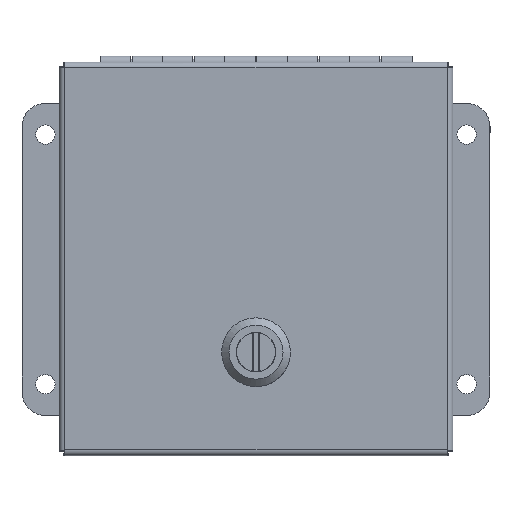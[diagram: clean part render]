
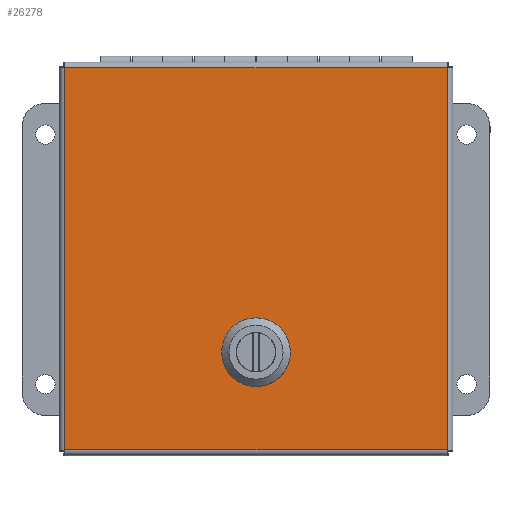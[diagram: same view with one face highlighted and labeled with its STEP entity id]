
A CAD part, top view. The second image highlights one B-rep face of the part: STEP entity #26278.
In plain terms, the highlighted planar face has unit normal (0, 0, 1).
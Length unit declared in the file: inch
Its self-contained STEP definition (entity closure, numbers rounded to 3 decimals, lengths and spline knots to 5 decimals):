
#58 = EDGE_CURVE ( 'NONE', #31161, #4596, #21770, .T. ) ;
#442 = LINE ( 'NONE', #18534, #6243 ) ;
#624 = ORIENTED_EDGE ( 'NONE', *, *, #27300, .T. ) ;
#941 = CARTESIAN_POINT ( 'NONE',  ( 1., -0.4939, 3.3425 ) ) ;
#1510 = ORIENTED_EDGE ( 'NONE', *, *, #11238, .T. ) ;
#2297 = AXIS2_PLACEMENT_3D ( 'NONE', #23258, #29206, #22991 ) ;
#2441 = CARTESIAN_POINT ( 'NONE',  ( 0.79384, -0.8939, 3.3425 ) ) ;
#2875 = LINE ( 'NONE', #7461, #40170 ) ;
#3622 = VERTEX_POINT ( 'NONE', #26647 ) ;
#3693 = EDGE_CURVE ( 'NONE', #4596, #10619, #18120, .T. ) ;
#4596 = VERTEX_POINT ( 'NONE', #21297 ) ;
#4956 = CARTESIAN_POINT ( 'NONE',  ( -2.06175, -2.06065, 3.3425 ) ) ;
#5278 = LINE ( 'NONE', #35405, #15490 ) ;
#5280 = EDGE_LOOP ( 'NONE', ( #15989, #35399, #11337, #18669 ) ) ;
#5429 = FACE_BOUND ( 'NONE', #16142, .T. ) ;
#6243 = VECTOR ( 'NONE', #24470, 39.37008 ) ;
#6982 = ORIENTED_EDGE ( 'NONE', *, *, #3693, .T. ) ;
#7461 = CARTESIAN_POINT ( 'NONE',  ( 1.4, -0.28774, 3.3425 ) ) ;
#8352 = CARTESIAN_POINT ( 'NONE',  ( 1., 1.0011, 3.3425 ) ) ;
#8387 = CARTESIAN_POINT ( 'NONE',  ( 1., -0.4939, 3.3425 ) ) ;
#8633 = VERTEX_POINT ( 'NONE', #30375 ) ;
#8726 = DIRECTION ( 'NONE',  ( 0., 0., -1. ) ) ;
#9167 = CIRCLE ( 'NONE', #20059, 0.45 ) ;
#9590 = VECTOR ( 'NONE', #32146, 39.37008 ) ;
#10246 = DIRECTION ( 'NONE',  ( 0., -1., 0. ) ) ;
#10619 = VERTEX_POINT ( 'NONE', #36308 ) ;
#11074 = DIRECTION ( 'NONE',  ( 0., 0., -1. ) ) ;
#11238 = EDGE_CURVE ( 'NONE', #35268, #31161, #36082, .T. ) ;
#11337 = ORIENTED_EDGE ( 'NONE', *, *, #22754, .F. ) ;
#11871 = ORIENTED_EDGE ( 'NONE', *, *, #29028, .T. ) ;
#13525 = EDGE_CURVE ( 'NONE', #17783, #27812, #26166, .T. ) ;
#15490 = VECTOR ( 'NONE', #25924, 39.37008 ) ;
#15866 = DIRECTION ( 'NONE',  ( 1., 0., 0. ) ) ;
#15989 = ORIENTED_EDGE ( 'NONE', *, *, #37806, .F. ) ;
#16142 = EDGE_LOOP ( 'NONE', ( #33352, #6982, #11871, #27611, #624, #27735, #32925, #1510 ) ) ;
#17516 = EDGE_CURVE ( 'NONE', #8633, #20129, #33855, .T. ) ;
#17771 = DIRECTION ( 'NONE',  ( -1., 0., 0. ) ) ;
#17783 = VERTEX_POINT ( 'NONE', #2441 ) ;
#17827 = DIRECTION ( 'NONE',  ( 0., 0., -1. ) ) ;
#18120 = CIRCLE ( 'NONE', #2297, 0.45 ) ;
#18534 = CARTESIAN_POINT ( 'NONE',  ( 4.06175, 1.0011, 3.3425 ) ) ;
#18669 = ORIENTED_EDGE ( 'NONE', *, *, #21528, .F. ) ;
#18974 = AXIS2_PLACEMENT_3D ( 'NONE', #8352, #17827, #36214 ) ;
#19543 = CARTESIAN_POINT ( 'NONE',  ( 0.6, -0.70006, 3.3425 ) ) ;
#20059 = AXIS2_PLACEMENT_3D ( 'NONE', #39715, #8726, #36223 ) ;
#20129 = VERTEX_POINT ( 'NONE', #39773 ) ;
#20230 = LINE ( 'NONE', #28603, #21628 ) ;
#21297 = CARTESIAN_POINT ( 'NONE',  ( 1.20616, -0.0939, 3.3425 ) ) ;
#21528 = EDGE_CURVE ( 'NONE', #3622, #37061, #27551, .T. ) ;
#21628 = VECTOR ( 'NONE', #26031, 39.37008 ) ;
#21770 = LINE ( 'NONE', #32016, #9590 ) ;
#22754 = EDGE_CURVE ( 'NONE', #37061, #8633, #22915, .T. ) ;
#22915 = LINE ( 'NONE', #38839, #26280 ) ;
#22991 = DIRECTION ( 'NONE',  ( 0., -1., 0. ) ) ;
#23258 = CARTESIAN_POINT ( 'NONE',  ( 1., -0.4939, 3.3425 ) ) ;
#24470 = DIRECTION ( 'NONE',  ( 0., -1., 0. ) ) ;
#24716 = EDGE_CURVE ( 'NONE', #32975, #33425, #9167, .T. ) ;
#25698 = DIRECTION ( 'NONE',  ( 0., 0., -1. ) ) ;
#25924 = DIRECTION ( 'NONE',  ( 0., 1., 0. ) ) ;
#25975 = CARTESIAN_POINT ( 'NONE',  ( 1.20616, -0.8939, 3.3425 ) ) ;
#26031 = DIRECTION ( 'NONE',  ( -1., 0., 0. ) ) ;
#26166 = CIRCLE ( 'NONE', #37793, 0.45 ) ;
#26278 = ADVANCED_FACE ( 'NONE', ( #5429, #36043 ), #30953, .F. ) ;
#26280 = VECTOR ( 'NONE', #35757, 39.37008 ) ;
#26642 = CARTESIAN_POINT ( 'NONE',  ( 0.6, -0.28774, 3.3425 ) ) ;
#26647 = CARTESIAN_POINT ( 'NONE',  ( 4.06175, -2.06065, 3.3425 ) ) ;
#26974 = CARTESIAN_POINT ( 'NONE',  ( 0.79384, -0.0939, 3.3425 ) ) ;
#27300 = EDGE_CURVE ( 'NONE', #33425, #17783, #20230, .T. ) ;
#27551 = LINE ( 'NONE', #29952, #31925 ) ;
#27611 = ORIENTED_EDGE ( 'NONE', *, *, #24716, .T. ) ;
#27735 = ORIENTED_EDGE ( 'NONE', *, *, #13525, .T. ) ;
#27812 = VERTEX_POINT ( 'NONE', #19543 ) ;
#27830 = AXIS2_PLACEMENT_3D ( 'NONE', #941, #25698, #10246 ) ;
#28603 = CARTESIAN_POINT ( 'NONE',  ( 1.20616, -0.8939, 3.3425 ) ) ;
#28735 = DIRECTION ( 'NONE',  ( 0., -1., 0. ) ) ;
#29028 = EDGE_CURVE ( 'NONE', #10619, #32975, #2875, .T. ) ;
#29206 = DIRECTION ( 'NONE',  ( 0., 0., -1. ) ) ;
#29952 = CARTESIAN_POINT ( 'NONE',  ( 1., -2.06065, 3.3425 ) ) ;
#30375 = CARTESIAN_POINT ( 'NONE',  ( -2.06175, 4.06285, 3.3425 ) ) ;
#30953 = PLANE ( 'NONE',  #18974 ) ;
#31161 = VERTEX_POINT ( 'NONE', #26974 ) ;
#31925 = VECTOR ( 'NONE', #17771, 39.37008 ) ;
#32016 = CARTESIAN_POINT ( 'NONE',  ( 0.79384, -0.0939, 3.3425 ) ) ;
#32146 = DIRECTION ( 'NONE',  ( 1., 0., 0. ) ) ;
#32643 = DIRECTION ( 'NONE',  ( 0., -1., 0. ) ) ;
#32925 = ORIENTED_EDGE ( 'NONE', *, *, #39778, .T. ) ;
#32975 = VERTEX_POINT ( 'NONE', #38191 ) ;
#33352 = ORIENTED_EDGE ( 'NONE', *, *, #58, .T. ) ;
#33425 = VERTEX_POINT ( 'NONE', #25975 ) ;
#33855 = LINE ( 'NONE', #34415, #39608 ) ;
#34415 = CARTESIAN_POINT ( 'NONE',  ( 1., 4.06285, 3.3425 ) ) ;
#35268 = VERTEX_POINT ( 'NONE', #26642 ) ;
#35399 = ORIENTED_EDGE ( 'NONE', *, *, #17516, .F. ) ;
#35405 = CARTESIAN_POINT ( 'NONE',  ( 0.6, -0.70006, 3.3425 ) ) ;
#35757 = DIRECTION ( 'NONE',  ( 0., 1., 0. ) ) ;
#36043 = FACE_OUTER_BOUND ( 'NONE', #5280, .T. ) ;
#36082 = CIRCLE ( 'NONE', #27830, 0.45 ) ;
#36214 = DIRECTION ( 'NONE',  ( 0., -1., 0. ) ) ;
#36223 = DIRECTION ( 'NONE',  ( 0., -1., 0. ) ) ;
#36308 = CARTESIAN_POINT ( 'NONE',  ( 1.4, -0.28774, 3.3425 ) ) ;
#37061 = VERTEX_POINT ( 'NONE', #4956 ) ;
#37793 = AXIS2_PLACEMENT_3D ( 'NONE', #8387, #11074, #32643 ) ;
#37806 = EDGE_CURVE ( 'NONE', #20129, #3622, #442, .T. ) ;
#38191 = CARTESIAN_POINT ( 'NONE',  ( 1.4, -0.70006, 3.3425 ) ) ;
#38839 = CARTESIAN_POINT ( 'NONE',  ( -2.06175, 1.0011, 3.3425 ) ) ;
#39608 = VECTOR ( 'NONE', #15866, 39.37008 ) ;
#39715 = CARTESIAN_POINT ( 'NONE',  ( 1., -0.4939, 3.3425 ) ) ;
#39773 = CARTESIAN_POINT ( 'NONE',  ( 4.06175, 4.06285, 3.3425 ) ) ;
#39778 = EDGE_CURVE ( 'NONE', #27812, #35268, #5278, .T. ) ;
#40170 = VECTOR ( 'NONE', #28735, 39.37008 ) ;
